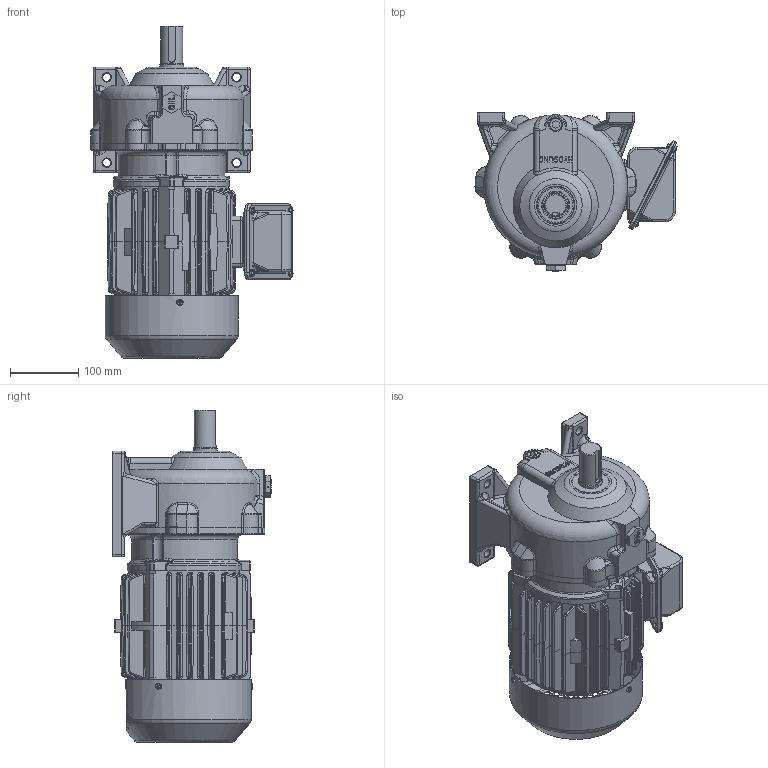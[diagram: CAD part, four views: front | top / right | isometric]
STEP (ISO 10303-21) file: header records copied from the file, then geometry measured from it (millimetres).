
FILE_DESCRIPTION(/* description */ ('Unknown'),/* implementation_level */ '2;1');
FILE_NAME(/* name */ 'EK2DO07106_RPH_1.5KW_R5_CUSTOMER',/* time_stamp */ '2019-08-02T16:34:56+09:00',/* author */ ('Unknown'),/* organization */ ('Unknown'),/* preprocessor_version */ 'ST-DEVELOPER v16.7',/* originating_system */ 'DEX',/* authorisation */ $);
FILE_SCHEMA (('AUTOMOTIVE_DESIGN {1 0 10303 214 3 1 1}'));
Length unit declared in the file: millimetre
Products named in the file (20): EK2DO07106_RPH_1.5KW_R5_CUSTOMER; DKA0100714_DGKCS002_CASING_mbs_KMJ_CUSTOMER; DKA0700289_DGKDS002; Socket Plug Conical Hole Thread R 1-2 DIN 906(Screw Plug Conical Hole
 Thread R 1-2 DIN 906); DKA0800184_DGKCS014_CUSTOMER; 1in BSP Tank Plug_5530; 4-2 FR.90L_ROUND_CUSTOMER; 1-2 FR.90L_ROUND_DMA0300845; 2-1 �ݺ��� �����+��켓+후드+볼트; DSMW10383_饶3; M5x8_饶靛; 3-1 FR.80~90 繹っ 欽; DMA0700233; DMA120011(橇饭烙啊勱皜鞀れ紦); DMA1200110(´ÜÀÚ¹Ú½º•ìŠ¤ê°€ìŠ¤ì¼“); DMA0700372; ~FR.132 炼赋杭飘柬姼_旎る矂; Oil Seal(35x55x11); Oil Seal(35x55x11)胶橇
Assembly tree (24 placements, depth 4):
  EK2DO07106_RPH_1.5KW_R5_CUSTOMER
    DKA0100714_DGKCS002_CASING_mbs_KMJ_CUSTOMER
    DKA0700289_DGKDS002
    Socket Plug Conical Hole Thread R 1-2 DIN 906(Screw Plug Conical Hole
 Thread R 1-2 DIN 906)
    DKA0800184_DGKCS014_CUSTOMER
    1in BSP Tank Plug_5530
    4-2 FR.90L_ROUND_CUSTOMER
      1-2 FR.90L_ROUND_DMA0300845
      2-1 �ݺ��� �����+��켓+후드+볼트
        DSMW10383_饶3
        M5x8_饶靛  x3
      3-1 FR.80~90 繹っ 欽
        DMA0700233
        DMA120011(橇饭烙啊勱皜鞀れ紦)
        DMA1200110(´ÜÀÚ¹Ú½º•ìŠ¤ê°€ìŠ¤ì¼“)
        DMA0700372
        ~FR.132 炼赋杭飘柬姼_旎る矂  x4
    Oil Seal(35x55x11)
      Oil Seal(35x55x11)
      Oil Seal(35x55x11)胶橇
Bounding box: 295.46 x 231.5 x 485.6 mm (x, y, z)
Volume: 10169189.7 mm3; surface area: 801157.1 mm2
Topology: 20 solids, 20 shells, 3180 faces, 8240 edges, 5089 vertices
Faces by surface type: cylinder 1172, plane 1141, bspline 609, torus 130, cone 86, sphere 42
Full cylindrical faces by diameter (mm): 1.5 x1, 4.917 x20, 5 x3, 6 x10, 6.647 x12, 7 x8, 8 x4, 9 x7, 9.5 x3, 10.5 x4, 12 x4, 18 x1, 20 x2, 26 x1, 32 x1, 35 x2, 39.2 x1, 40 x1, 42 x1, 45 x1, 51.5 x1, 55 x2, 161 x2
Entity records: 102454 total; most frequent: CARTESIAN_POINT 30200, ORIENTED_EDGE 15274, DIRECTION 14458, EDGE_CURVE 7637, AXIS2_PLACEMENT_3D 5455, VERTEX_POINT 4822, FACE_BOUND 3575, EDGE_LOOP 3562
